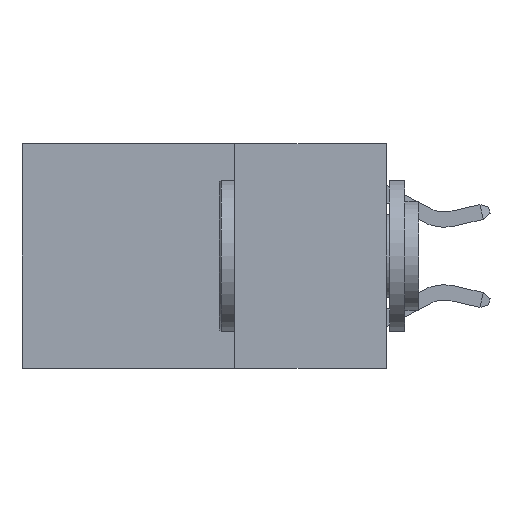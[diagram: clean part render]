
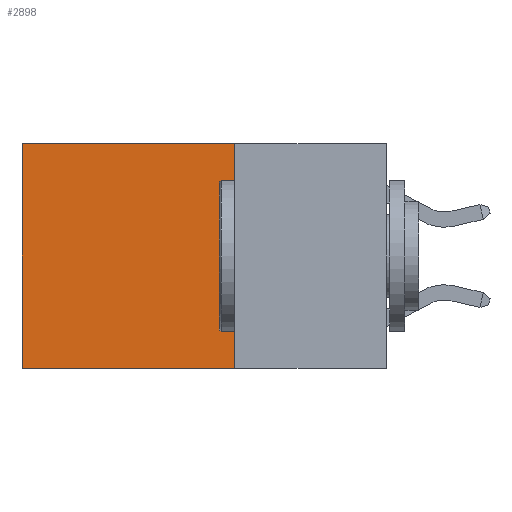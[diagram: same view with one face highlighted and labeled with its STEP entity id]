
A CAD part, left-side view. The second image highlights one B-rep face of the part: STEP entity #2898.
In plain terms, the highlighted planar face has unit normal (-1, 0, 0).
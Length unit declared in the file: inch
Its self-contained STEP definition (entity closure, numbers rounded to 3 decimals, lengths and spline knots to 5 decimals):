
#450 = CARTESIAN_POINT ( 'NONE',  ( 0.2625, 0.25, 0. ) ) ;
#545 = DIRECTION ( 'NONE',  ( 0., 0., -1. ) ) ;
#585 = AXIS2_PLACEMENT_3D ( 'NONE', #21660, #19901, #545 ) ;
#624 = VECTOR ( 'NONE', #3278, 39.37008 ) ;
#736 = ORIENTED_EDGE ( 'NONE', *, *, #16011, .F. ) ;
#1358 = CARTESIAN_POINT ( 'NONE',  ( 0.2625, 0.6, 0. ) ) ;
#1882 = VERTEX_POINT ( 'NONE', #11977 ) ;
#2052 = ORIENTED_EDGE ( 'NONE', *, *, #8870, .T. ) ;
#2294 = PLANE ( 'NONE',  #585 ) ;
#2806 = CARTESIAN_POINT ( 'NONE',  ( 0.2625, 0.25, -0.37 ) ) ;
#2898 = ADVANCED_FACE ( 'NONE', ( #13049 ), #2294, .F. ) ;
#3278 = DIRECTION ( 'NONE',  ( 0., 1., 0. ) ) ;
#4424 = LINE ( 'NONE', #450, #21074 ) ;
#4734 = CARTESIAN_POINT ( 'NONE',  ( 0.2625, 0.6, -0.37 ) ) ;
#7300 = EDGE_CURVE ( 'NONE', #15401, #12323, #12147, .T. ) ;
#8143 = EDGE_CURVE ( 'NONE', #19665, #12323, #9979, .T. ) ;
#8870 = EDGE_CURVE ( 'NONE', #1882, #19665, #4424, .T. ) ;
#8915 = EDGE_LOOP ( 'NONE', ( #14091, #13041, #736, #2052 ) ) ;
#9946 = CARTESIAN_POINT ( 'NONE',  ( 0.2625, 0.25, 0. ) ) ;
#9979 = LINE ( 'NONE', #1358, #21533 ) ;
#11516 = DIRECTION ( 'NONE',  ( 0., 0., -1. ) ) ;
#11547 = DIRECTION ( 'NONE',  ( 0., 1., 0. ) ) ;
#11827 = LINE ( 'NONE', #9946, #12499 ) ;
#11977 = CARTESIAN_POINT ( 'NONE',  ( 0.2625, 0.25, 0. ) ) ;
#12147 = LINE ( 'NONE', #2806, #624 ) ;
#12323 = VERTEX_POINT ( 'NONE', #4734 ) ;
#12499 = VECTOR ( 'NONE', #19157, 39.37008 ) ;
#13041 = ORIENTED_EDGE ( 'NONE', *, *, #7300, .F. ) ;
#13049 = FACE_OUTER_BOUND ( 'NONE', #8915, .T. ) ;
#14091 = ORIENTED_EDGE ( 'NONE', *, *, #8143, .T. ) ;
#15401 = VERTEX_POINT ( 'NONE', #18966 ) ;
#16011 = EDGE_CURVE ( 'NONE', #1882, #15401, #11827, .T. ) ;
#18966 = CARTESIAN_POINT ( 'NONE',  ( 0.2625, 0.25, -0.37 ) ) ;
#19157 = DIRECTION ( 'NONE',  ( 0., 0., -1. ) ) ;
#19665 = VERTEX_POINT ( 'NONE', #20662 ) ;
#19901 = DIRECTION ( 'NONE',  ( 1., 0., 0. ) ) ;
#20662 = CARTESIAN_POINT ( 'NONE',  ( 0.2625, 0.6, 0. ) ) ;
#21074 = VECTOR ( 'NONE', #11547, 39.37008 ) ;
#21533 = VECTOR ( 'NONE', #11516, 39.37008 ) ;
#21660 = CARTESIAN_POINT ( 'NONE',  ( 0.2625, 0.25, 0. ) ) ;
